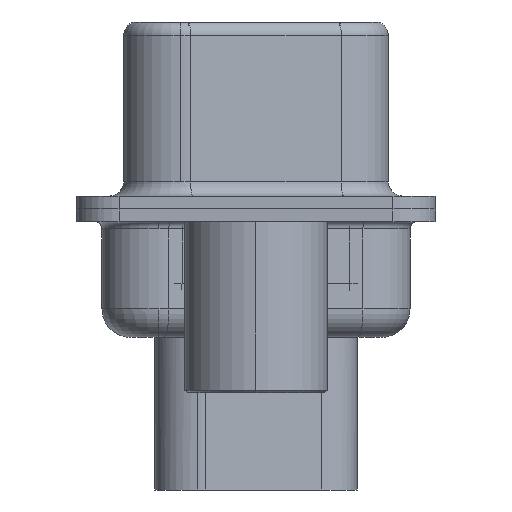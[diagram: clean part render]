
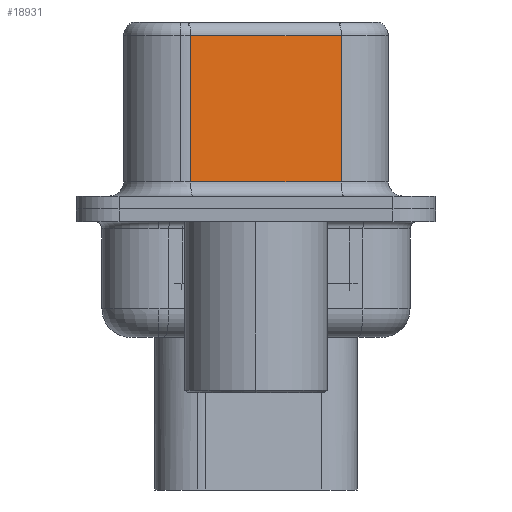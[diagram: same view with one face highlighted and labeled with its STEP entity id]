
A CAD part, left-side view. The second image highlights one B-rep face of the part: STEP entity #18931.
In plain terms, the highlighted planar face has unit normal (-0.985, -0.174, 0).
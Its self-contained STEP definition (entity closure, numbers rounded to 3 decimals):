
#1356 = CARTESIAN_POINT ( 'NONE',  ( 3.62, 2.293, 6.07 ) ) ;
#2968 = VERTEX_POINT ( 'NONE', #22471 ) ;
#4945 = CARTESIAN_POINT ( 'NONE',  ( 3.62, 2.293, 0.95 ) ) ;
#5819 = LINE ( 'NONE', #12439, #16128 ) ;
#6527 = ORIENTED_EDGE ( 'NONE', *, *, #24057, .F. ) ;
#6560 = LINE ( 'NONE', #26184, #13913 ) ;
#8144 = ORIENTED_EDGE ( 'NONE', *, *, #16110, .T. ) ;
#8410 = ORIENTED_EDGE ( 'NONE', *, *, #28585, .T. ) ;
#8679 = DIRECTION ( 'NONE',  ( 0.174, -0.985, 0. ) ) ;
#9730 = FACE_OUTER_BOUND ( 'NONE', #23609, .T. ) ;
#10178 = DIRECTION ( 'NONE',  ( -0.174, 0.985, 0. ) ) ;
#10445 = DIRECTION ( 'NONE',  ( 0., 0., -1. ) ) ;
#12439 = CARTESIAN_POINT ( 'NONE',  ( 3.62, 2.293, 6.57 ) ) ;
#13913 = VECTOR ( 'NONE', #10445, 1000. ) ;
#14210 = DIRECTION ( 'NONE',  ( -0.174, 0.985, 0. ) ) ;
#14514 = LINE ( 'NONE', #23299, #15352 ) ;
#14601 = DIRECTION ( 'NONE',  ( 0., 0., -1. ) ) ;
#15332 = LINE ( 'NONE', #21952, #25359 ) ;
#15352 = VECTOR ( 'NONE', #10178, 1000. ) ;
#16110 = EDGE_CURVE ( 'NONE', #17355, #2968, #15332, .T. ) ;
#16128 = VECTOR ( 'NONE', #14601, 1000. ) ;
#16372 = DIRECTION ( 'NONE',  ( 0.985, 0.174, 0. ) ) ;
#17355 = VERTEX_POINT ( 'NONE', #4945 ) ;
#18390 = EDGE_CURVE ( 'NONE', #22546, #18426, #14514, .T. ) ;
#18426 = VERTEX_POINT ( 'NONE', #1356 ) ;
#18517 = PLANE ( 'NONE',  #22715 ) ;
#18931 = ADVANCED_FACE ( 'NONE', ( #9730 ), #18517, .F. ) ;
#20999 = CARTESIAN_POINT ( 'NONE',  ( 4.551, -2.987, 6.07 ) ) ;
#21952 = CARTESIAN_POINT ( 'NONE',  ( 4.551, -2.987, 0.95 ) ) ;
#22471 = CARTESIAN_POINT ( 'NONE',  ( 4.551, -2.987, 0.95 ) ) ;
#22546 = VERTEX_POINT ( 'NONE', #20999 ) ;
#22715 = AXIS2_PLACEMENT_3D ( 'NONE', #27356, #16372, #14210 ) ;
#23299 = CARTESIAN_POINT ( 'NONE',  ( 4.551, -2.987, 6.07 ) ) ;
#23609 = EDGE_LOOP ( 'NONE', ( #6527, #24124, #8410, #8144 ) ) ;
#24057 = EDGE_CURVE ( 'NONE', #22546, #2968, #6560, .T. ) ;
#24124 = ORIENTED_EDGE ( 'NONE', *, *, #18390, .T. ) ;
#25359 = VECTOR ( 'NONE', #8679, 1000. ) ;
#26184 = CARTESIAN_POINT ( 'NONE',  ( 4.551, -2.987, 6.57 ) ) ;
#27356 = CARTESIAN_POINT ( 'NONE',  ( 4.551, -2.987, 6.57 ) ) ;
#28585 = EDGE_CURVE ( 'NONE', #18426, #17355, #5819, .T. ) ;
